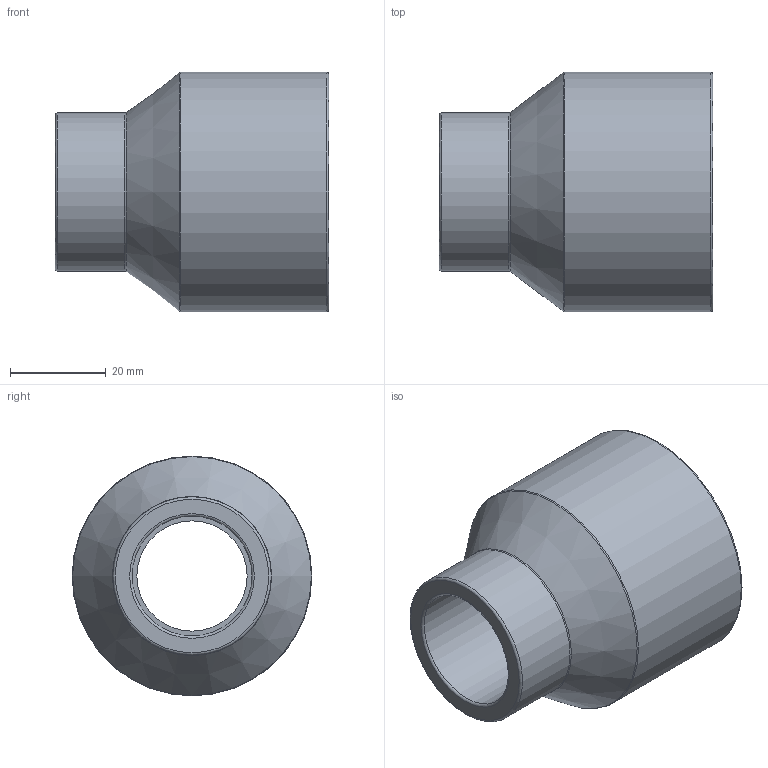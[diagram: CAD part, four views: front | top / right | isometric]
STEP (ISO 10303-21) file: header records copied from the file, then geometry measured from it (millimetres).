
FILE_DESCRIPTION(/* description */ (''),/* implementation_level */ '2;1');
FILE_NAME(/* name */ 'RP20050C.stp',/* time_stamp */ '2016-10-18T14:59:57+02:00',/* author */ ('Gabriele'),/* organization */ (''),/* preprocessor_version */ 'ST-DEVELOPER v16.5',/* originating_system */ 'Autodesk Inventor 2017',/* authorisation */ '');
FILE_SCHEMA (('AUTOMOTIVE_DESIGN { 1 0 10303 214 3 1 1 }'));
Length unit declared in the file: millimetre
Products named in the file (1): RP20050C
Bounding box: 57 x 50 x 50 mm (x, y, z)
Volume: 37929.9 mm3; surface area: 15552.3 mm2
Topology: 1 solids, 1 shells, 18 faces, 32 edges, 18 vertices
Faces by surface type: torus 6, cylinder 6, plane 4, cone 2
Full cylindrical faces by diameter (mm): 23 x1, 25 x1, 33 x1, 38 x1, 40 x1, 50 x1
Entity records: 392 total; most frequent: DIRECTION 74, CARTESIAN_POINT 55, AXIS2_PLACEMENT_3D 37, EDGE_LOOP 36, ORIENTED_EDGE 36, FACE_BOUND 18, FACE_OUTER_BOUND 18, CIRCLE 18
